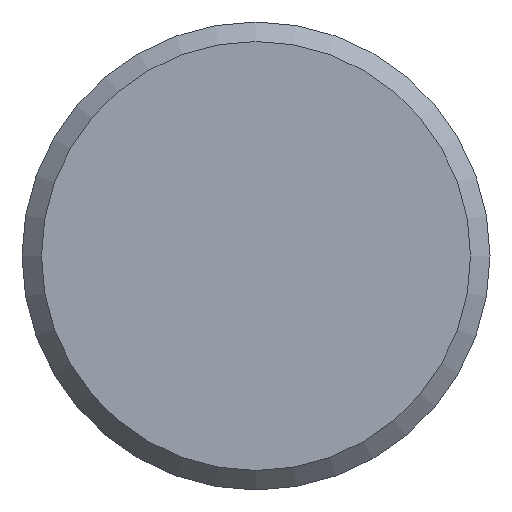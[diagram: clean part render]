
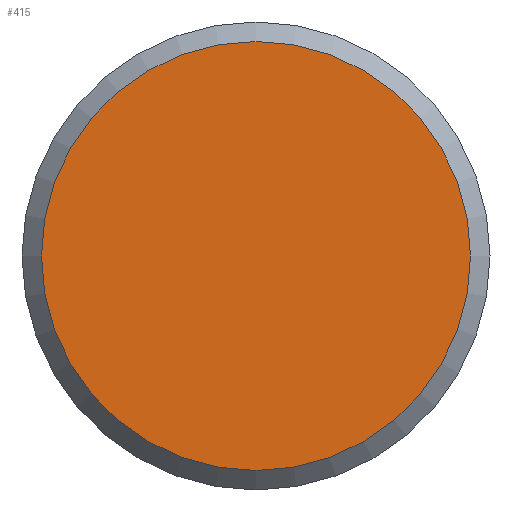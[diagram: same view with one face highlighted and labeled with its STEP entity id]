
A CAD part, front view. The second image highlights one B-rep face of the part: STEP entity #415.
In plain terms, the highlighted planar face has unit normal (0, -1, 0).
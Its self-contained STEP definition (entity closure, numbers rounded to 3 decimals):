
#78=FACE_OUTER_BOUND('',#104,.T.);
#104=EDGE_LOOP('',(#263));
#135=CIRCLE('',#462,8.25);
#166=VERTEX_POINT('',#651);
#205=EDGE_CURVE('',#166,#166,#135,.T.);
#263=ORIENTED_EDGE('',*,*,#205,.T.);
#379=PLANE('',#461);
#415=ADVANCED_FACE('',(#78),#379,.T.);
#461=AXIS2_PLACEMENT_3D('',#650,#520,#521);
#462=AXIS2_PLACEMENT_3D('',#652,#522,#523);
#520=DIRECTION('center_axis',(0.,-1.,0.));
#521=DIRECTION('ref_axis',(0.,0.,-1.));
#522=DIRECTION('center_axis',(0.,-1.,0.));
#523=DIRECTION('ref_axis',(1.,0.,0.));
#650=CARTESIAN_POINT('Origin',(4.125,0.,0.));
#651=CARTESIAN_POINT('',(-8.25,0.,0.));
#652=CARTESIAN_POINT('Origin',(0.,0.,
0.));
